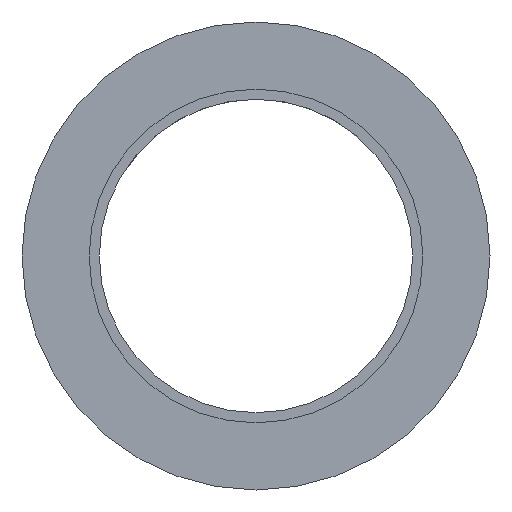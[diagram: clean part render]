
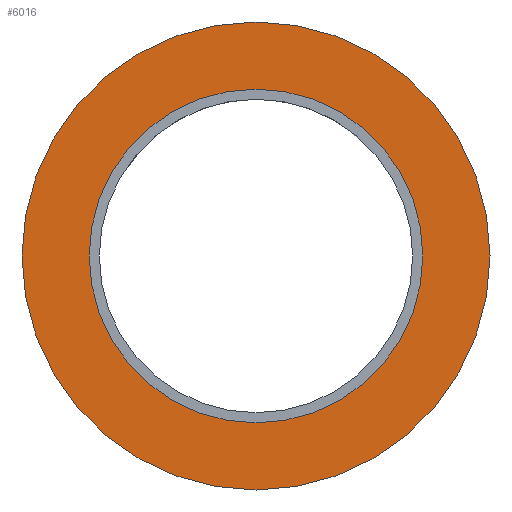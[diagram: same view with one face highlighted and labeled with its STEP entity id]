
A CAD part, front view. The second image highlights one B-rep face of the part: STEP entity #6016.
In plain terms, the highlighted planar face has unit normal (0, -1, 0).
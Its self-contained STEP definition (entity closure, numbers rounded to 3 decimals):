
#39 = CARTESIAN_POINT ( 'NONE',  ( 0., -12.5, -57.5 ) ) ;
#94 = DIRECTION ( 'NONE',  ( 0., 0., 1. ) ) ;
#265 = EDGE_CURVE ( 'NONE', #3120, #9962, #6005, .T. ) ;
#569 = EDGE_CURVE ( 'NONE', #1760, #10228, #2174, .T. ) ;
#692 = AXIS2_PLACEMENT_3D ( 'NONE', #9831, #4389, #10726 ) ;
#1760 = VERTEX_POINT ( 'NONE', #7781 ) ;
#2004 = EDGE_CURVE ( 'NONE', #10228, #1760, #2161, .T. ) ;
#2161 = CIRCLE ( 'NONE', #5245, 41. ) ;
#2174 = CIRCLE ( 'NONE', #7754, 41. ) ;
#2237 = ORIENTED_EDGE ( 'NONE', *, *, #265, .F. ) ;
#2452 = DIRECTION ( 'NONE',  ( 0., 0., 1. ) ) ;
#2715 = FACE_OUTER_BOUND ( 'NONE', #8120, .T. ) ;
#3120 = VERTEX_POINT ( 'NONE', #39 ) ;
#3519 = CARTESIAN_POINT ( 'NONE',  ( 0., -12.5, 0. ) ) ;
#3696 = EDGE_LOOP ( 'NONE', ( #9440, #10063 ) ) ;
#3869 = ORIENTED_EDGE ( 'NONE', *, *, #9200, .F. ) ;
#3891 = CARTESIAN_POINT ( 'NONE',  ( 0., -12.5, 0. ) ) ;
#4104 = AXIS2_PLACEMENT_3D ( 'NONE', #3891, #10221, #4786 ) ;
#4242 = CARTESIAN_POINT ( 'NONE',  ( 0., -12.5, 0. ) ) ;
#4389 = DIRECTION ( 'NONE',  ( 0., 1., 0. ) ) ;
#4429 = DIRECTION ( 'NONE',  ( 0., 0., 1. ) ) ;
#4786 = DIRECTION ( 'NONE',  ( 0., 0., 1. ) ) ;
#4857 = CIRCLE ( 'NONE', #692, 57.5 ) ;
#5245 = AXIS2_PLACEMENT_3D ( 'NONE', #3519, #9878, #4429 ) ;
#5524 = DIRECTION ( 'NONE',  ( 0., 1., 0. ) ) ;
#6005 = CIRCLE ( 'NONE', #4104, 57.5 ) ;
#6016 = ADVANCED_FACE ( 'NONE', ( #2715, #7269 ), #9683, .F. ) ;
#7269 = FACE_BOUND ( 'NONE', #3696, .T. ) ;
#7754 = AXIS2_PLACEMENT_3D ( 'NONE', #10958, #5524, #94 ) ;
#7781 = CARTESIAN_POINT ( 'NONE',  ( 0., -12.5, -41. ) ) ;
#7906 = DIRECTION ( 'NONE',  ( 0., 1., 0. ) ) ;
#8120 = EDGE_LOOP ( 'NONE', ( #2237, #3869 ) ) ;
#8427 = CARTESIAN_POINT ( 'NONE',  ( 0., -12.5, 41. ) ) ;
#8750 = AXIS2_PLACEMENT_3D ( 'NONE', #4242, #7906, #2452 ) ;
#9200 = EDGE_CURVE ( 'NONE', #9962, #3120, #4857, .T. ) ;
#9440 = ORIENTED_EDGE ( 'NONE', *, *, #569, .T. ) ;
#9678 = CARTESIAN_POINT ( 'NONE',  ( 0., -12.5, 57.5 ) ) ;
#9683 = PLANE ( 'NONE',  #8750 ) ;
#9831 = CARTESIAN_POINT ( 'NONE',  ( 0., -12.5, 0. ) ) ;
#9878 = DIRECTION ( 'NONE',  ( 0., 1., 0. ) ) ;
#9962 = VERTEX_POINT ( 'NONE', #9678 ) ;
#10063 = ORIENTED_EDGE ( 'NONE', *, *, #2004, .T. ) ;
#10221 = DIRECTION ( 'NONE',  ( 0., 1., 0. ) ) ;
#10228 = VERTEX_POINT ( 'NONE', #8427 ) ;
#10726 = DIRECTION ( 'NONE',  ( 0., 0., 1. ) ) ;
#10958 = CARTESIAN_POINT ( 'NONE',  ( 0., -12.5, 0. ) ) ;
